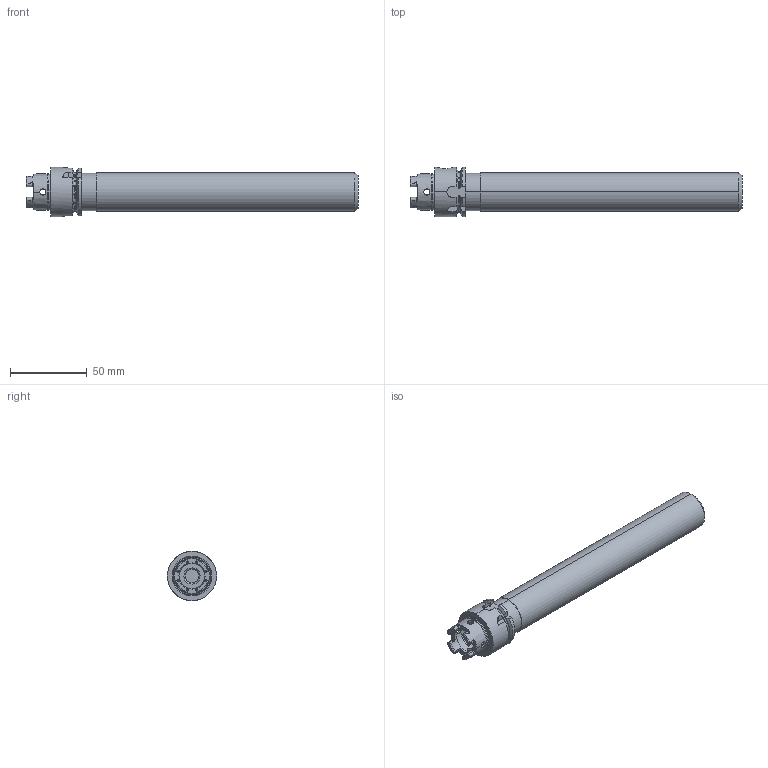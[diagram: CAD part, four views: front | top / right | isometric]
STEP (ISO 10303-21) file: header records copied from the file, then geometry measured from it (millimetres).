
FILE_DESCRIPTION (( 'STEP AP214' ), '1' );
FILE_NAME ('16.06.2021_90.09.016.001.STEP', '2021-06-16T08:34:03', ( '' ), ( '' ), 'SwSTEP 2.0', 'SolidWorks 2014', '' );
FILE_SCHEMA (( 'AUTOMOTIVE_DESIGN' ));
Length unit declared in the file: millimetre
Products named in the file (1): 16.06.2021_90.09.016.001
Bounding box: 216 x 32 x 32 mm (x, y, z)
Volume: 102108.3 mm3; surface area: 20711.5 mm2
Topology: 1 solids, 1 shells, 169 faces, 456 edges, 288 vertices
Faces by surface type: cylinder 62, plane 53, torus 30, cone 24
Entity records: 8180 total; most frequent: CARTESIAN_POINT 2143, ORIENTED_EDGE 908, DIRECTION 843, EDGE_CURVE 454, AXIS2_PLACEMENT_3D 344, VERTEX_POINT 288, EDGE_LOOP 178, CIRCLE 174
